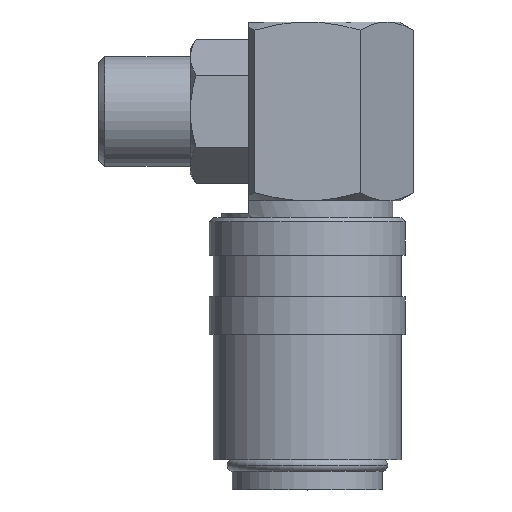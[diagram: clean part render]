
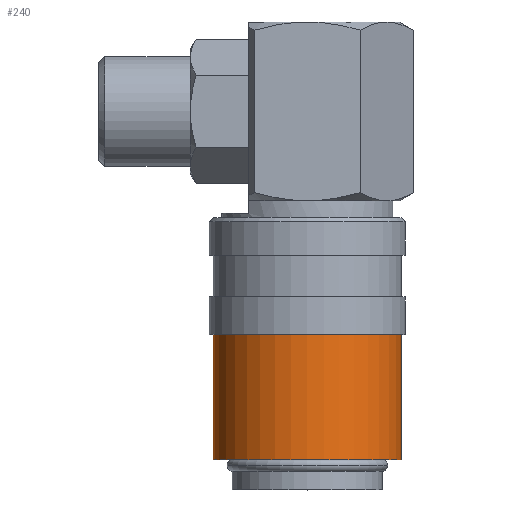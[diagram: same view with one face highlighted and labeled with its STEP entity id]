
A CAD part, top view. The second image highlights one B-rep face of the part: STEP entity #240.
In plain terms, the highlighted cylindrical face has radius 11.25 mm (diameter 22.5 mm), a partial arc.
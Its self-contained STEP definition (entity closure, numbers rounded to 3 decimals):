
#240=ADVANCED_FACE('',(#491),#492,.T.);
#491=FACE_OUTER_BOUND('',#742,.T.);
#492=CYLINDRICAL_SURFACE('',#743,11.25);
#742=EDGE_LOOP('',(#1362,#1363,#1364,#1365));
#743=AXIS2_PLACEMENT_3D('',#1366,#1367,#1368);
#1362=ORIENTED_EDGE('',*,*,#1613,.T.);
#1363=ORIENTED_EDGE('',*,*,#1670,.F.);
#1364=ORIENTED_EDGE('',*,*,#1615,.T.);
#1365=ORIENTED_EDGE('',*,*,#1636,.T.);
#1366=CARTESIAN_POINT('',(0.0,11.1,0.0));
#1367=DIRECTION('',(-0.0,1.0,0.0));
#1368=DIRECTION('',(1.0,0.0,0.0));
#1613=EDGE_CURVE('',#1969,#1970,#1971,.T.);
#1615=EDGE_CURVE('',#1974,#1972,#1975,.T.);
#1636=EDGE_CURVE('',#1972,#1969,#1997,.T.);
#1670=EDGE_CURVE('',#1974,#1970,#2034,.T.);
#1969=VERTEX_POINT('',#2712);
#1970=VERTEX_POINT('',#2713);
#1971=LINE('',#2714,#2715);
#1972=VERTEX_POINT('',#2716);
#1974=VERTEX_POINT('',#2718);
#1975=LINE('',#2719,#2720);
#1997=CIRCLE('',#2767,11.25);
#2034=CIRCLE('',#2896,11.25);
#2712=CARTESIAN_POINT('',(11.25,3.6,0.0));
#2713=CARTESIAN_POINT('',(11.25,18.6,0.0));
#2714=CARTESIAN_POINT('',(11.25,11.1,0.));
#2715=VECTOR('',#3184,1.0);
#2716=CARTESIAN_POINT('',(-11.25,3.6,0.));
#2718=CARTESIAN_POINT('',(-11.25,18.6,0.));
#2719=CARTESIAN_POINT('',(-11.25,11.1,0.));
#2720=VECTOR('',#3188,1.0);
#2767=AXIS2_PLACEMENT_3D('',#3216,#3217,#3218);
#2896=AXIS2_PLACEMENT_3D('',#3232,#3233,#3234);
#3184=DIRECTION('',(0.0,1.0,0.0));
#3188=DIRECTION('',(-0.0,-1.0,-0.0));
#3216=CARTESIAN_POINT('',(0.0,3.6,0.0));
#3217=DIRECTION('',(-0.0,1.0,0.0));
#3218=DIRECTION('',(1.0,0.0,0.0));
#3232=CARTESIAN_POINT('',(0.0,18.6,0.0));
#3233=DIRECTION('',(-0.0,1.0,0.0));
#3234=DIRECTION('',(1.0,0.0,0.0));
